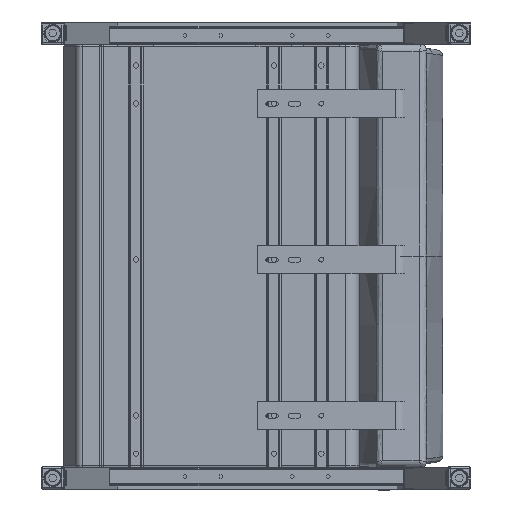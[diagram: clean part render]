
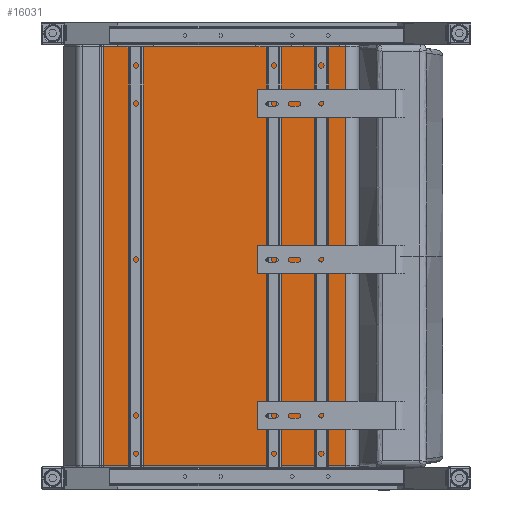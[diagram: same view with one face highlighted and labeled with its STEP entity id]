
A CAD part, front view. The second image highlights one B-rep face of the part: STEP entity #16031.
In plain terms, the highlighted planar face has unit normal (0, -1, 0).
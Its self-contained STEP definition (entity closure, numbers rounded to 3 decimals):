
#579=PLANE('',#17437);
#2220=FACE_OUTER_BOUND('',#3310,.T.);
#3310=EDGE_LOOP('',(#11664,#11665,#11666,#11667));
#5309=LINE('',#27082,#6265);
#5326=LINE('',#27168,#6282);
#5331=LINE('',#27243,#6287);
#5332=LINE('',#27245,#6288);
#6265=VECTOR('',#19461,0.394);
#6282=VECTOR('',#19544,0.394);
#6287=VECTOR('',#19589,0.394);
#6288=VECTOR('',#19592,0.394);
#7373=VERTEX_POINT('',#27072);
#7375=VERTEX_POINT('',#27078);
#7395=VERTEX_POINT('',#27158);
#7397=VERTEX_POINT('',#27164);
#8904=EDGE_CURVE('',#7373,#7375,#5309,.T.);
#8940=EDGE_CURVE('',#7395,#7397,#5326,.T.);
#8959=EDGE_CURVE('',#7373,#7397,#5331,.T.);
#8960=EDGE_CURVE('',#7375,#7395,#5332,.T.);
#11664=ORIENTED_EDGE('',*,*,#8904,.F.);
#11665=ORIENTED_EDGE('',*,*,#8959,.T.);
#11666=ORIENTED_EDGE('',*,*,#8940,.F.);
#11667=ORIENTED_EDGE('',*,*,#8960,.F.);
#16031=ADVANCED_FACE('',(#2220),#579,.T.);
#17437=AXIS2_PLACEMENT_3D('',#27244,#19590,#19591);
#19461=DIRECTION('',(-1.,0.,0.));
#19544=DIRECTION('',(1.,0.,0.));
#19589=DIRECTION('',(0.,0.,1.));
#19590=DIRECTION('center_axis',(0.,-1.,0.));
#19591=DIRECTION('ref_axis',(1.,0.,0.));
#19592=DIRECTION('',(0.,0.,1.));
#27072=CARTESIAN_POINT('',(4.791,0.797,0.125));
#27078=CARTESIAN_POINT('',(-12.083,0.797,0.125));
#27082=CARTESIAN_POINT('',(-8.524,0.797,0.125));
#27158=CARTESIAN_POINT('',(-12.083,0.797,29.375));
#27164=CARTESIAN_POINT('',(4.791,0.797,29.375));
#27168=CARTESIAN_POINT('',(-8.524,0.797,29.375));
#27243=CARTESIAN_POINT('',(4.791,0.797,0.));
#27244=CARTESIAN_POINT('Origin',(-12.083,0.797,0.));
#27245=CARTESIAN_POINT('',(-12.083,0.797,0.));
